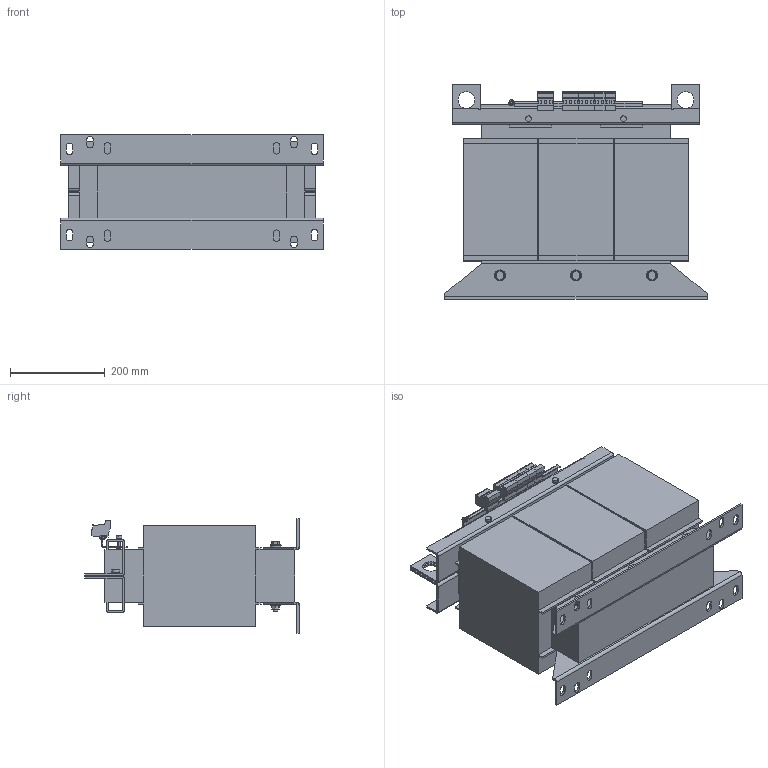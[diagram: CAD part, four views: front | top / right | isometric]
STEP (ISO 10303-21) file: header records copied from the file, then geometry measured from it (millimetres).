
FILE_DESCRIPTION (( 'STEP AP214' ), '1' );
FILE_NAME ('268284.STEP', '2020-07-22T09:16:16', ( '' ), ( '' ), 'SwSTEP 2.0', 'SolidWorks 2018', '' );
FILE_SCHEMA (( 'AUTOMOTIVE_DESIGN' ));
Length unit declared in the file: millimetre
Products named in the file (1): 268284
Bounding box: 552 x 452 x 242 mm (x, y, z)
Volume: 31906297.8 mm3; surface area: 1409304.2 mm2
Topology: 1 solids, 1 shells, 764 faces, 1903 edges, 1194 vertices
Faces by surface type: plane 574, cylinder 174, torus 8, cone 8
Entity records: 22602 total; most frequent: CARTESIAN_POINT 4102, ORIENTED_EDGE 3802, DIRECTION 3764, EDGE_CURVE 1901, LINE 1480, VECTOR 1480, VERTEX_POINT 1194, AXIS2_PLACEMENT_3D 1142
